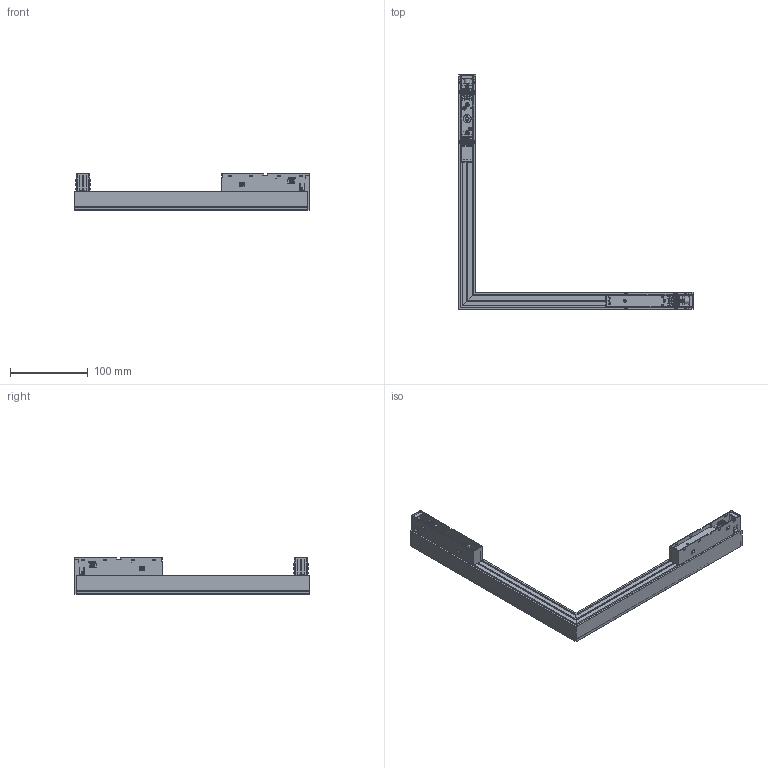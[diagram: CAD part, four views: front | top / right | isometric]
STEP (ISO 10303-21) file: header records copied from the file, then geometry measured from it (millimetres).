
FILE_DESCRIPTION (( 'STEP AP203' ), '1' );
FILE_NAME ('209-A1.STEP', '2023-03-16T02:09:02', ( 'ylmfeng' ), ( 'ylmfeng.com' ), 'SwSTEP 2.0', 'SolidWorks 2018', '' );
FILE_SCHEMA (( 'CONFIG_CONTROL_DESIGN' ));
Length unit declared in the file: millimetre
Products named in the file (20): 埴芛坋趼蹟佪M3X4; 粟銅3; 300眻褒滓嫖腑腑极-R; 20-300滓嫖PC欶-L; 209-A1; 20-300眻褒滓嫖腑极; 絳萇肣え-A; 20-滓嫖腑耜啣; 20-113萇埭碟-A; 300-滓嫖腑臏價啣-L; 偌瑩苤粟銅; 20-300滓嫖PC欶-R; 300-滓嫖腑臏價啣-R; 磁吸驱动-普通款; 埴芛坋趼蹟佪M3X5; 萇埭碟偌瑩; 絳萇肣え-B; 300眻褒滓嫖腑腑极-L
Assembly tree (46 placements, depth 3):
  209-A1
    20-300眻褒滓嫖腑极
      300眻褒滓嫖腑腑极-L
      300眻褒滓嫖腑腑极-R
      20-滓嫖腑耜啣  x2
    300-滓嫖腑臏價啣-L
    300-滓嫖腑臏價啣-R
    20-300滓嫖PC欶-L
    20-300滓嫖PC欶-R
    20-113萇埭碟-A
      20-113萇埭碟-A
      絳萇肣え-A  x2
      絳萇肣え-B  x2
      粟銅3  x4
      偌瑩苤粟銅
      萇埭碟偌瑩
      磁吸驱动-普通款
    20-113萇埭碟-A
      20-113萇埭碟-A
      絳萇肣え-A  x2
      絳萇肣え-B  x2
      粟銅3  x4
      偌瑩苤粟銅
      萇埭碟偌瑩
    埴芛坋趼蹟佪M3X4  x8
    埴芛坋趼蹟佪M3X5  x4
Bounding box: 302.15 x 302.15 x 46.5 mm (x, y, z)
Volume: 129517.3 mm3; surface area: 201171.2 mm2
Topology: 44 solids, 52 shells, 3721 faces, 9452 edges, 6124 vertices
Faces by surface type: plane 2565, cylinder 562, bspline 446, sphere 64, torus 52, cone 32
Entity records: 92930 total; most frequent: CARTESIAN_POINT 27782, ORIENTED_EDGE 13470, DIRECTION 11560, EDGE_CURVE 6735, LINE 5368, VECTOR 5368, VERTEX_POINT 4446, AXIS2_PLACEMENT_3D 3096
